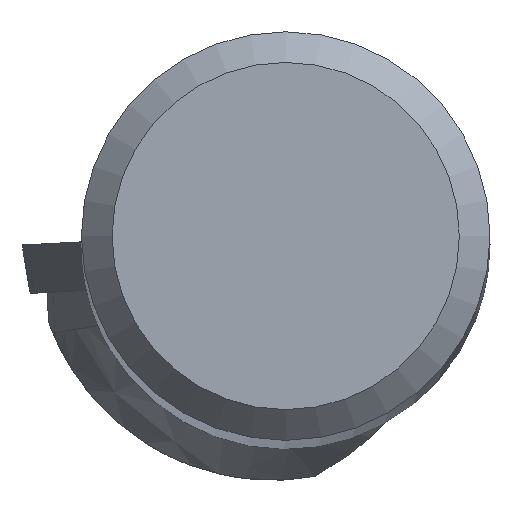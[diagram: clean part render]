
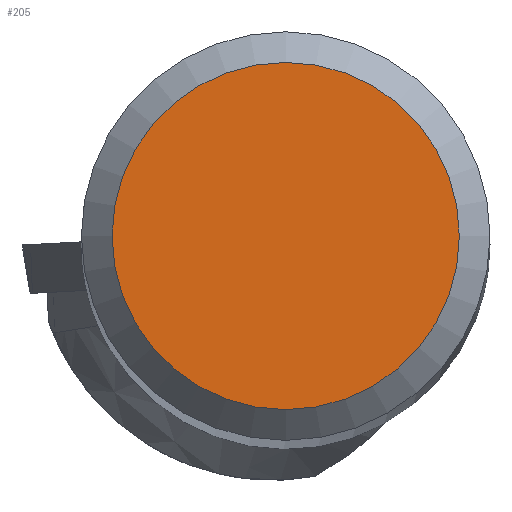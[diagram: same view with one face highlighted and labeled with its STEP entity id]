
A CAD part, top view. The second image highlights one B-rep face of the part: STEP entity #205.
In plain terms, the highlighted planar face has unit normal (0, 0, 1).
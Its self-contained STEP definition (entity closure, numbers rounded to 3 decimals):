
#155=FACE_OUTER_BOUND('',#425,.T.);
#205=ADVANCED_FACE('',(#155),#247,.T.);
#247=PLANE('',#1112);
#425=EDGE_LOOP('',(#585));
#585=ORIENTED_EDGE('',*,*,#886,.T.);
#784=VERTEX_POINT('',#1834);
#886=EDGE_CURVE('',#784,#784,#954,.T.);
#954=CIRCLE('',#1111,8.491);
#1111=AXIS2_PLACEMENT_3D('',#1833,#1327,#1328);
#1112=AXIS2_PLACEMENT_3D('',#1835,#1329,#1330);
#1327=DIRECTION('',(0.,0.,1.));
#1328=DIRECTION('',(1.,0.,0.));
#1329=DIRECTION('',(0.,0.,1.));
#1330=DIRECTION('',(1.,0.,0.));
#1833=CARTESIAN_POINT('',(0.,0.,0.));
#1834=CARTESIAN_POINT('',(8.491,0.,0.));
#1835=CARTESIAN_POINT('',(0.,0.,
0.));
